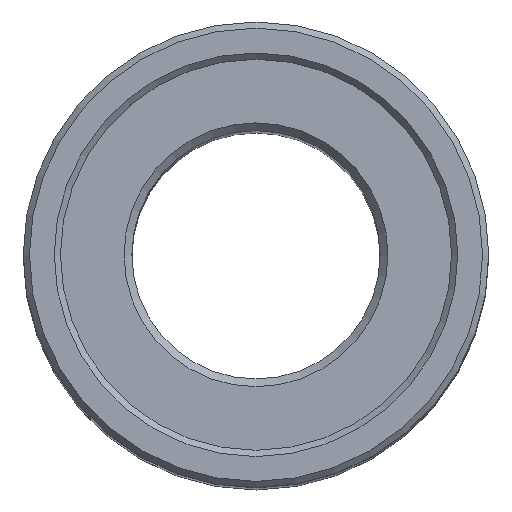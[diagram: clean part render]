
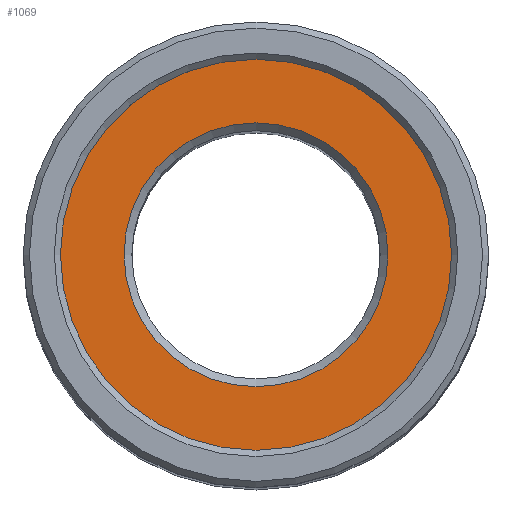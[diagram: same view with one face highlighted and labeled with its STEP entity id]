
A CAD part, top view. The second image highlights one B-rep face of the part: STEP entity #1069.
In plain terms, the highlighted planar face has unit normal (0, 0, 1).
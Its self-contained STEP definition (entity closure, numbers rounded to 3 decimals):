
#1069 = ADVANCED_FACE('',(#1070,#1106),#1083,.F.);
#1070 = FACE_BOUND('',#1071,.T.);
#1071 = EDGE_LOOP('',(#1072));
#1072 = ORIENTED_EDGE('',*,*,#1073,.T.);
#1073 = EDGE_CURVE('',#1074,#1074,#1076,.T.);
#1074 = VERTEX_POINT('',#1075);
#1075 = CARTESIAN_POINT('',(4.25,0.,22.));
#1076 = SURFACE_CURVE('',#1077,(#1082,#1094),.PCURVE_S1.);
#1077 = CIRCLE('',#1078,4.25);
#1078 = AXIS2_PLACEMENT_3D('',#1079,#1080,#1081);
#1079 = CARTESIAN_POINT('',(0.,0.,22.));
#1080 = DIRECTION('',(0.,0.,-1.));
#1081 = DIRECTION('',(1.,0.,0.));
#1082 = PCURVE('',#1083,#1088);
#1083 = PLANE('',#1084);
#1084 = AXIS2_PLACEMENT_3D('',#1085,#1086,#1087);
#1085 = CARTESIAN_POINT('',(0.,0.,22.));
#1086 = DIRECTION('',(0.,0.,-1.));
#1087 = DIRECTION('',(1.,0.,0.));
#1088 = DEFINITIONAL_REPRESENTATION('',(#1089),#1093);
#1089 = CIRCLE('',#1090,4.25);
#1090 = AXIS2_PLACEMENT_2D('',#1091,#1092);
#1091 = CARTESIAN_POINT('',(0.,0.));
#1092 = DIRECTION('',(1.,-0.));
#1093 = ( GEOMETRIC_REPRESENTATION_CONTEXT(2) 
PARAMETRIC_REPRESENTATION_CONTEXT() REPRESENTATION_CONTEXT('2D SPACE',''
  ) );
#1094 = PCURVE('',#1095,#1100);
#1095 = CONICAL_SURFACE('',#1096,4.25,0.785);
#1096 = AXIS2_PLACEMENT_3D('',#1097,#1098,#1099);
#1097 = CARTESIAN_POINT('',(0.,0.,22.));
#1098 = DIRECTION('',(0.,0.,1.));
#1099 = DIRECTION('',(1.,0.,0.));
#1100 = DEFINITIONAL_REPRESENTATION('',(#1101),#1105);
#1101 = LINE('',#1102,#1103);
#1102 = CARTESIAN_POINT('',(-0.,-0.));
#1103 = VECTOR('',#1104,1.);
#1104 = DIRECTION('',(-1.,-0.));
#1105 = ( GEOMETRIC_REPRESENTATION_CONTEXT(2) 
PARAMETRIC_REPRESENTATION_CONTEXT() REPRESENTATION_CONTEXT('2D SPACE',''
  ) );
#1106 = FACE_BOUND('',#1107,.T.);
#1107 = EDGE_LOOP('',(#1108));
#1108 = ORIENTED_EDGE('',*,*,#1109,.F.);
#1109 = EDGE_CURVE('',#1110,#1110,#1112,.T.);
#1110 = VERTEX_POINT('',#1111);
#1111 = CARTESIAN_POINT('',(6.3,0.,22.));
#1112 = SURFACE_CURVE('',#1113,(#1118,#1125),.PCURVE_S1.);
#1113 = CIRCLE('',#1114,6.3);
#1114 = AXIS2_PLACEMENT_3D('',#1115,#1116,#1117);
#1115 = CARTESIAN_POINT('',(0.,0.,22.));
#1116 = DIRECTION('',(0.,0.,-1.));
#1117 = DIRECTION('',(1.,0.,0.));
#1118 = PCURVE('',#1083,#1119);
#1119 = DEFINITIONAL_REPRESENTATION('',(#1120),#1124);
#1120 = CIRCLE('',#1121,6.3);
#1121 = AXIS2_PLACEMENT_2D('',#1122,#1123);
#1122 = CARTESIAN_POINT('',(0.,0.));
#1123 = DIRECTION('',(1.,-0.));
#1124 = ( GEOMETRIC_REPRESENTATION_CONTEXT(2) 
PARAMETRIC_REPRESENTATION_CONTEXT() REPRESENTATION_CONTEXT('2D SPACE',''
  ) );
#1125 = PCURVE('',#1126,#1131);
#1126 = CYLINDRICAL_SURFACE('',#1127,6.3);
#1127 = AXIS2_PLACEMENT_3D('',#1128,#1129,#1130);
#1128 = CARTESIAN_POINT('',(0.,0.,22.));
#1129 = DIRECTION('',(0.,0.,-1.));
#1130 = DIRECTION('',(1.,0.,0.));
#1131 = DEFINITIONAL_REPRESENTATION('',(#1132),#1136);
#1132 = LINE('',#1133,#1134);
#1133 = CARTESIAN_POINT('',(0.,0.));
#1134 = VECTOR('',#1135,1.);
#1135 = DIRECTION('',(1.,0.));
#1136 = ( GEOMETRIC_REPRESENTATION_CONTEXT(2) 
PARAMETRIC_REPRESENTATION_CONTEXT() REPRESENTATION_CONTEXT('2D SPACE',''
  ) );
